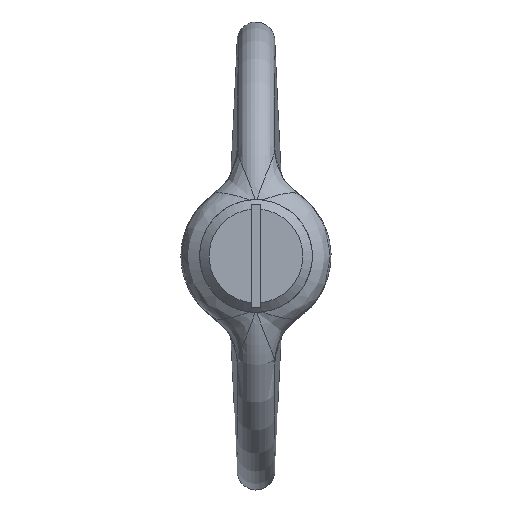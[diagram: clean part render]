
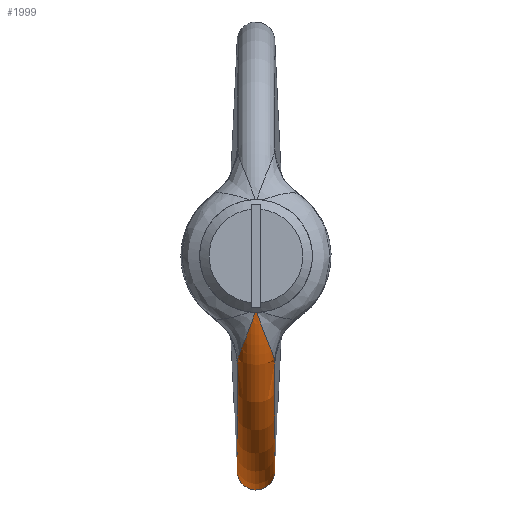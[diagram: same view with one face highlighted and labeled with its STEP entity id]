
A CAD part, front view. The second image highlights one B-rep face of the part: STEP entity #1999.
In plain terms, the highlighted toroidal (fillet/blend) face has major radius 23 mm and minor radius 2 mm.
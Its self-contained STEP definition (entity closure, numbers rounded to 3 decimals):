
#256=CARTESIAN_POINT('',(-0.096,-24.267,-5.999));
#257=VERTEX_POINT('',#256);
#267=CARTESIAN_POINT('',(0.096,-24.267,-5.999));
#268=VERTEX_POINT('',#267);
#269=CARTESIAN_POINT('',(0.096,-24.267,-5.999));
#270=CARTESIAN_POINT('',(0.032,-24.27,-6.));
#271=CARTESIAN_POINT('',(-0.032,-24.27,-6.));
#272=CARTESIAN_POINT('',(-0.096,-24.267,-5.999));
#273=B_SPLINE_CURVE_WITH_KNOTS('',3,(#269,#270,#271,#272),.UNSPECIFIED.,.F.,.U.,(4,4),(-0.306,-0.287),.UNSPECIFIED.);
#274=EDGE_CURVE('',#268,#257,#273,.T.);
#1263=CARTESIAN_POINT('',(0.096,24.267,-5.999));
#1264=VERTEX_POINT('',#1263);
#1274=CARTESIAN_POINT('',(-0.096,24.267,-5.999));
#1275=VERTEX_POINT('',#1274);
#1276=CARTESIAN_POINT('',(-0.096,24.267,-5.999));
#1277=CARTESIAN_POINT('',(-0.064,24.269,-6.));
#1278=CARTESIAN_POINT('',(-0.032,24.269,-6.));
#1279=CARTESIAN_POINT('',(0.,24.269,-6.));
#1280=CARTESIAN_POINT('',(0.032,24.269,-6.));
#1281=CARTESIAN_POINT('',(0.064,24.269,-6.));
#1282=CARTESIAN_POINT('',(0.096,24.267,-5.999));
#1283=B_SPLINE_CURVE_WITH_KNOTS('',3,(#1276,#1277,#1278,#1279,#1280,#1281,#1282),.UNSPECIFIED.,.F.,.U.,(4,3,4),(-0.01,0.0,0.01),.UNSPECIFIED.);
#1284=EDGE_CURVE('',#1275,#1264,#1283,.T.);
#1413=CARTESIAN_POINT('',(-1.998,20.15,-11.285));
#1414=VERTEX_POINT('',#1413);
#1564=CARTESIAN_POINT('',(-1.998,-20.15,-11.285));
#1565=VERTEX_POINT('',#1564);
#1905=CARTESIAN_POINT('',(0.,0.0,0.0));
#1906=DIRECTION('',(1.0,0.,0.0));
#1907=DIRECTION('',(0.0,0.0,-1.0));
#1908=AXIS2_PLACEMENT_3D('',#1905,#1906,#1907);
#1909=TOROIDAL_SURFACE('',#1908,23.0,2.0);
#1910=ORIENTED_EDGE('',*,*,#1284,.T.);
#1911=CARTESIAN_POINT('',(1.998,20.15,-11.285));
#1912=VERTEX_POINT('',#1911);
#1913=CARTESIAN_POINT('',(1.998,20.15,-11.285));
#1914=CARTESIAN_POINT('',(1.992,20.335,-11.198));
#1915=CARTESIAN_POINT('',(1.97,20.587,-11.064));
#1916=CARTESIAN_POINT('',(1.892,21.091,-10.754));
#1917=CARTESIAN_POINT('',(1.788,21.521,-10.441));
#1918=CARTESIAN_POINT('',(1.628,21.994,-10.023));
#1919=CARTESIAN_POINT('',(1.491,22.333,-9.681));
#1920=CARTESIAN_POINT('',(1.34,22.65,-9.316));
#1921=CARTESIAN_POINT('',(1.121,23.052,-8.789));
#1922=CARTESIAN_POINT('',(0.898,23.387,-8.244));
#1923=CARTESIAN_POINT('',(0.655,23.7,-7.621));
#1924=CARTESIAN_POINT('',(0.409,23.982,-6.959));
#1925=CARTESIAN_POINT('',(0.213,24.168,-6.377));
#1926=CARTESIAN_POINT('',(0.096,24.267,-5.999));
#1927=B_SPLINE_CURVE_WITH_KNOTS('',3,(#1913,#1914,#1915,#1916,#1917,#1918,#1919,#1920,#1921,#1922,#1923,#1924,#1925,#1926),.UNSPECIFIED.,.F.,.U.,(4,1,1,1,1,1,1,1,1,1,1,4),(-1.467,-1.315,-1.265,-1.063,-0.962,-0.861,-0.76,-0.659,-0.458,-0.382,-0.256,-0.054),.UNSPECIFIED.);
#1928=EDGE_CURVE('',#1912,#1264,#1927,.T.);
#1929=ORIENTED_EDGE('',*,*,#1928,.F.);
#1930=CARTESIAN_POINT('',(1.998,-20.15,-11.285));
#1931=VERTEX_POINT('',#1930);
#1932=CARTESIAN_POINT('',(1.998,0.,0.0));
#1933=DIRECTION('',(1.0,0.0,0.0));
#1934=DIRECTION('',(0.0,1.0,0.0));
#1935=AXIS2_PLACEMENT_3D('',#1932,#1933,#1934);
#1936=CIRCLE('',#1935,23.095);
#1937=EDGE_CURVE('',#1931,#1912,#1936,.T.);
#1938=ORIENTED_EDGE('',*,*,#1937,.F.);
#1939=CARTESIAN_POINT('',(0.096,-24.267,-5.999));
#1940=CARTESIAN_POINT('',(0.213,-24.168,-6.377));
#1941=CARTESIAN_POINT('',(0.455,-23.938,-7.095));
#1942=CARTESIAN_POINT('',(0.824,-23.499,-8.063));
#1943=CARTESIAN_POINT('',(1.181,-22.962,-8.934));
#1944=CARTESIAN_POINT('',(1.419,-22.496,-9.505));
#1945=CARTESIAN_POINT('',(1.56,-22.163,-9.852));
#1946=CARTESIAN_POINT('',(1.737,-21.705,-10.299));
#1947=CARTESIAN_POINT('',(1.923,-21.033,-10.819));
#1948=CARTESIAN_POINT('',(1.99,-20.397,-11.169));
#1949=CARTESIAN_POINT('',(1.998,-20.15,-11.285));
#1950=B_SPLINE_CURVE_WITH_KNOTS('',3,(#1939,#1940,#1941,#1942,#1943,#1944,#1945,#1946,#1947,#1948,#1949),.UNSPECIFIED.,.F.,.U.,(4,1,1,1,1,1,1,1,4),(-1.413,-1.211,-1.009,-0.807,-0.605,-0.555,-0.504,-0.202,0.0),.UNSPECIFIED.);
#1951=EDGE_CURVE('',#268,#1931,#1950,.T.);
#1952=ORIENTED_EDGE('',*,*,#1951,.F.);
#1953=ORIENTED_EDGE('',*,*,#274,.T.);
#1954=CARTESIAN_POINT('',(-1.998,-20.15,-11.285));
#1955=CARTESIAN_POINT('',(-1.992,-20.335,-11.198));
#1956=CARTESIAN_POINT('',(-1.97,-20.587,-11.064));
#1957=CARTESIAN_POINT('',(-1.892,-21.091,-10.754));
#1958=CARTESIAN_POINT('',(-1.788,-21.521,-10.441));
#1959=CARTESIAN_POINT('',(-1.628,-21.994,-10.023));
#1960=CARTESIAN_POINT('',(-1.491,-22.333,-9.681));
#1961=CARTESIAN_POINT('',(-1.34,-22.65,-9.316));
#1962=CARTESIAN_POINT('',(-1.121,-23.052,-8.789));
#1963=CARTESIAN_POINT('',(-0.898,-23.387,-8.244));
#1964=CARTESIAN_POINT('',(-0.655,-23.7,-7.621));
#1965=CARTESIAN_POINT('',(-0.409,-23.982,-6.959));
#1966=CARTESIAN_POINT('',(-0.213,-24.168,-6.377));
#1967=CARTESIAN_POINT('',(-0.096,-24.267,-5.999));
#1968=B_SPLINE_CURVE_WITH_KNOTS('',3,(#1954,#1955,#1956,#1957,#1958,#1959,#1960,#1961,#1962,#1963,#1964,#1965,#1966,#1967),.UNSPECIFIED.,.F.,.U.,(4,1,1,1,1,1,1,1,1,1,1,4),(-1.467,-1.315,-1.265,-1.063,-0.962,-0.861,-0.76,-0.659,-0.458,-0.382,-0.256,-0.054),.UNSPECIFIED.);
#1969=EDGE_CURVE('',#1565,#257,#1968,.T.);
#1970=ORIENTED_EDGE('',*,*,#1969,.F.);
#1971=CARTESIAN_POINT('',(-1.998,0.,0.0));
#1972=DIRECTION('',(1.0,0.0,0.0));
#1973=DIRECTION('',(0.0,1.0,0.0));
#1974=AXIS2_PLACEMENT_3D('',#1971,#1972,#1973);
#1975=CIRCLE('',#1974,23.095);
#1976=EDGE_CURVE('',#1565,#1414,#1975,.T.);
#1977=ORIENTED_EDGE('',*,*,#1976,.T.);
#1978=CARTESIAN_POINT('',(-0.096,24.267,-5.999));
#1979=CARTESIAN_POINT('',(-0.154,24.218,-6.188));
#1980=CARTESIAN_POINT('',(-0.273,24.11,-6.557));
#1981=CARTESIAN_POINT('',(-0.456,23.927,-7.081));
#1982=CARTESIAN_POINT('',(-0.64,23.718,-7.58));
#1983=CARTESIAN_POINT('',(-0.883,23.41,-8.208));
#1984=CARTESIAN_POINT('',(-1.121,23.052,-8.789));
#1985=CARTESIAN_POINT('',(-1.34,22.65,-9.316));
#1986=CARTESIAN_POINT('',(-1.466,22.385,-9.62));
#1987=CARTESIAN_POINT('',(-1.606,22.052,-9.968));
#1988=CARTESIAN_POINT('',(-1.742,21.67,-10.316));
#1989=CARTESIAN_POINT('',(-1.855,21.245,-10.642));
#1990=CARTESIAN_POINT('',(-1.941,20.809,-10.935));
#1991=CARTESIAN_POINT('',(-1.984,20.46,-11.134));
#1992=CARTESIAN_POINT('',(-1.996,20.212,-11.256));
#1993=CARTESIAN_POINT('',(-1.998,20.15,-11.285));
#1994=B_SPLINE_CURVE_WITH_KNOTS('',3,(#1978,#1979,#1980,#1981,#1982,#1983,#1984,#1985,#1986,#1987,#1988,#1989,#1990,#1991,#1992,#1993),.UNSPECIFIED.,.F.,.U.,(4,1,1,1,1,1,1,1,1,1,1,1,1,4),(-1.413,-1.312,-1.211,-1.11,-1.009,-0.807,-0.706,-0.605,-0.555,-0.404,-0.277,-0.202,-0.05,0.0),.UNSPECIFIED.);
#1995=EDGE_CURVE('',#1275,#1414,#1994,.T.);
#1996=ORIENTED_EDGE('',*,*,#1995,.F.);
#1997=EDGE_LOOP('',(#1910,#1929,#1938,#1952,#1953,#1970,#1977,#1996));
#1998=FACE_OUTER_BOUND('',#1997,.T.);
#1999=ADVANCED_FACE('',(#1998),#1909,.T.);
